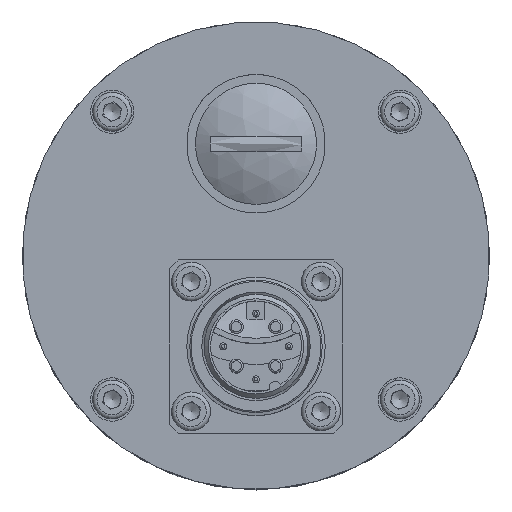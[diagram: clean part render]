
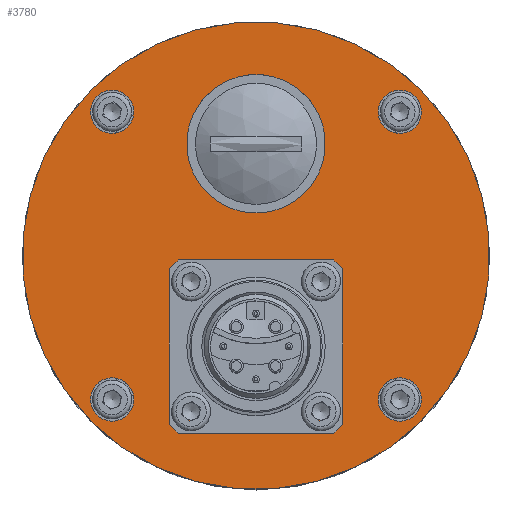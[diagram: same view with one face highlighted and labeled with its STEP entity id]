
A CAD part, top view. The second image highlights one B-rep face of the part: STEP entity #3780.
In plain terms, the highlighted planar face has unit normal (0, 0, 1).
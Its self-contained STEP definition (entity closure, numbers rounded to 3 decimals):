
#22 = EDGE_CURVE ( 'NONE', #3642, #3642, #2030, .T. ) ;
#46 = CIRCLE ( 'NONE', #4310, 2.5 ) ;
#54 = DIRECTION ( 'NONE',  ( 0.707, -0.707, 0. ) ) ;
#74 = DIRECTION ( 'NONE',  ( 0., 0., 1. ) ) ;
#113 = AXIS2_PLACEMENT_3D ( 'NONE', #4385, #2899, #4751 ) ;
#126 = CARTESIAN_POINT ( 'NONE',  ( 7.5, -3., 32.6 ) ) ;
#271 = CARTESIAN_POINT ( 'NONE',  ( -6.775, -18.725, 32.6 ) ) ;
#274 = VERTEX_POINT ( 'NONE', #3570 ) ;
#276 = DIRECTION ( 'NONE',  ( 0., 0., 1. ) ) ;
#307 = DIRECTION ( 'NONE',  ( 0., 0., 1. ) ) ;
#310 = DIRECTION ( 'NONE',  ( 0., 0., 1. ) ) ;
#316 = CARTESIAN_POINT ( 'NONE',  ( -7.5, -18., 32.6 ) ) ;
#347 = ORIENTED_EDGE ( 'NONE', *, *, #2854, .F. ) ;
#383 = DIRECTION ( 'NONE',  ( 0.707, -0.707, 0. ) ) ;
#450 = AXIS2_PLACEMENT_3D ( 'NONE', #2581, #307, #2953 ) ;
#501 = ORIENTED_EDGE ( 'NONE', *, *, #1657, .F. ) ;
#509 = DIRECTION ( 'NONE',  ( 0.707, -0.707, 0. ) ) ;
#610 = ORIENTED_EDGE ( 'NONE', *, *, #4493, .T. ) ;
#622 = AXIS2_PLACEMENT_3D ( 'NONE', #4869, #2663, #383 ) ;
#677 = EDGE_CURVE ( 'NONE', #3276, #3276, #4324, .T. ) ;
#707 = DIRECTION ( 'NONE',  ( 0.707, -0.707, 0. ) ) ;
#775 = FACE_BOUND ( 'NONE', #1253, .T. ) ;
#802 = CIRCLE ( 'NONE', #2974, 1.025 ) ;
#834 = ORIENTED_EDGE ( 'NONE', *, *, #22, .F. ) ;
#845 = CARTESIAN_POINT ( 'NONE',  ( 7.5, -18., 32.6 ) ) ;
#894 = CARTESIAN_POINT ( 'NONE',  ( 18.385, 14.849, 32.6 ) ) ;
#897 = FACE_BOUND ( 'NONE', #1739, .T. ) ;
#943 = AXIS2_PLACEMENT_3D ( 'NONE', #316, #2959, #707 ) ;
#982 = EDGE_LOOP ( 'NONE', ( #1088 ) ) ;
#1019 = EDGE_CURVE ( 'NONE', #274, #274, #802, .T. ) ;
#1037 = VERTEX_POINT ( 'NONE', #1419 ) ;
#1088 = ORIENTED_EDGE ( 'NONE', *, *, #1019, .F. ) ;
#1171 = ORIENTED_EDGE ( 'NONE', *, *, #4243, .F. ) ;
#1191 = ORIENTED_EDGE ( 'NONE', *, *, #2323, .F. ) ;
#1231 = DIRECTION ( 'NONE',  ( 0.707, -0.707, 0. ) ) ;
#1253 = EDGE_LOOP ( 'NONE', ( #347 ) ) ;
#1290 = CARTESIAN_POINT ( 'NONE',  ( -6.775, -3.725, 32.6 ) ) ;
#1351 = CIRCLE ( 'NONE', #1532, 1.025 ) ;
#1372 = EDGE_CURVE ( 'NONE', #4034, #4034, #1351, .T. ) ;
#1419 = CARTESIAN_POINT ( 'NONE',  ( 19.092, -19.092, 32.6 ) ) ;
#1432 = CIRCLE ( 'NONE', #4868, 2.5 ) ;
#1455 = CIRCLE ( 'NONE', #2694, 2.5 ) ;
#1500 = CARTESIAN_POINT ( 'NONE',  ( -7.5, -3., 32.6 ) ) ;
#1532 = AXIS2_PLACEMENT_3D ( 'NONE', #126, #2786, #509 ) ;
#1599 = CIRCLE ( 'NONE', #943, 1.025 ) ;
#1657 = EDGE_CURVE ( 'NONE', #2841, #2841, #46, .T. ) ;
#1723 = EDGE_CURVE ( 'NONE', #1811, #1811, #2721, .T. ) ;
#1739 = EDGE_LOOP ( 'NONE', ( #1171 ) ) ;
#1742 = CARTESIAN_POINT ( 'NONE',  ( -14.849, 14.849, 32.6 ) ) ;
#1759 = EDGE_LOOP ( 'NONE', ( #501 ) ) ;
#1770 = FACE_BOUND ( 'NONE', #1789, .T. ) ;
#1789 = EDGE_LOOP ( 'NONE', ( #3704 ) ) ;
#1811 = VERTEX_POINT ( 'NONE', #2081 ) ;
#1872 = DIRECTION ( 'NONE',  ( 0.707, -0.707, 0. ) ) ;
#1895 = FACE_BOUND ( 'NONE', #982, .T. ) ;
#1954 = CARTESIAN_POINT ( 'NONE',  ( 0., 0., 32.6 ) ) ;
#2030 = CIRCLE ( 'NONE', #622, 2.5 ) ;
#2081 = CARTESIAN_POINT ( 'NONE',  ( 5.374, -15.874, 32.6 ) ) ;
#2125 = EDGE_LOOP ( 'NONE', ( #2819 ) ) ;
#2134 = EDGE_CURVE ( 'NONE', #4452, #4452, #1432, .T. ) ;
#2159 = VERTEX_POINT ( 'NONE', #271 ) ;
#2315 = EDGE_LOOP ( 'NONE', ( #1191 ) ) ;
#2323 = EDGE_CURVE ( 'NONE', #4330, #4330, #4481, .T. ) ;
#2327 = DIRECTION ( 'NONE',  ( 0., 0., 1. ) ) ;
#2342 = DIRECTION ( 'NONE',  ( 0.707, -0.707, 0. ) ) ;
#2348 = CARTESIAN_POINT ( 'NONE',  ( -16.617, 16.617, 32.6 ) ) ;
#2468 = AXIS2_PLACEMENT_3D ( 'NONE', #4546, #2327, #54 ) ;
#2530 = CIRCLE ( 'NONE', #4466, 27. ) ;
#2541 = CARTESIAN_POINT ( 'NONE',  ( -16.617, -16.617, 32.6 ) ) ;
#2581 = CARTESIAN_POINT ( 'NONE',  ( 0., -10.5, 32.6 ) ) ;
#2586 = CARTESIAN_POINT ( 'NONE',  ( 16.617, -16.617, 32.6 ) ) ;
#2663 = DIRECTION ( 'NONE',  ( 0., 0., 1. ) ) ;
#2678 = FACE_OUTER_BOUND ( 'NONE', #3280, .T. ) ;
#2694 = AXIS2_PLACEMENT_3D ( 'NONE', #2348, #74, #2734 ) ;
#2721 = CIRCLE ( 'NONE', #450, 7.6 ) ;
#2734 = DIRECTION ( 'NONE',  ( 0.707, -0.707, 0. ) ) ;
#2786 = DIRECTION ( 'NONE',  ( 0., 0., 1. ) ) ;
#2797 = FACE_BOUND ( 'NONE', #4221, .T. ) ;
#2819 = ORIENTED_EDGE ( 'NONE', *, *, #1372, .F. ) ;
#2841 = VERTEX_POINT ( 'NONE', #4316 ) ;
#2854 = EDGE_CURVE ( 'NONE', #3867, #3867, #1455, .T. ) ;
#2871 = CARTESIAN_POINT ( 'NONE',  ( 5.657, 7.263, 32.6 ) ) ;
#2899 = DIRECTION ( 'NONE',  ( 0., 0., -1. ) ) ;
#2906 = FACE_BOUND ( 'NONE', #3550, .T. ) ;
#2926 = DIRECTION ( 'NONE',  ( 0.707, -0.707, 0. ) ) ;
#2953 = DIRECTION ( 'NONE',  ( 0.707, -0.707, 0. ) ) ;
#2954 = DIRECTION ( 'NONE',  ( 0.707, -0.707, 0. ) ) ;
#2959 = DIRECTION ( 'NONE',  ( 0., 0., 1. ) ) ;
#2974 = AXIS2_PLACEMENT_3D ( 'NONE', #845, #3495, #1231 ) ;
#3276 = VERTEX_POINT ( 'NONE', #1290 ) ;
#3280 = EDGE_LOOP ( 'NONE', ( #610 ) ) ;
#3495 = DIRECTION ( 'NONE',  ( 0., 0., 1. ) ) ;
#3550 = EDGE_LOOP ( 'NONE', ( #4159 ) ) ;
#3570 = CARTESIAN_POINT ( 'NONE',  ( 8.225, -18.725, 32.6 ) ) ;
#3642 = VERTEX_POINT ( 'NONE', #894 ) ;
#3646 = EDGE_LOOP ( 'NONE', ( #3787 ) ) ;
#3665 = FACE_BOUND ( 'NONE', #2315, .T. ) ;
#3704 = ORIENTED_EDGE ( 'NONE', *, *, #2134, .F. ) ;
#3780 = ADVANCED_FACE ( 'NONE', ( #2906, #3786, #1895, #3995, #897, #2797, #1770, #775, #4639, #3665, #2678 ), #4002, .F. ) ;
#3786 = FACE_BOUND ( 'NONE', #2125, .T. ) ;
#3787 = ORIENTED_EDGE ( 'NONE', *, *, #677, .F. ) ;
#3867 = VERTEX_POINT ( 'NONE', #1742 ) ;
#3920 = AXIS2_PLACEMENT_3D ( 'NONE', #1500, #4113, #1872 ) ;
#3995 = FACE_BOUND ( 'NONE', #3646, .T. ) ;
#4002 = PLANE ( 'NONE',  #113 ) ;
#4034 = VERTEX_POINT ( 'NONE', #4672 ) ;
#4113 = DIRECTION ( 'NONE',  ( 0., 0., 1. ) ) ;
#4159 = ORIENTED_EDGE ( 'NONE', *, *, #1723, .F. ) ;
#4221 = EDGE_LOOP ( 'NONE', ( #834 ) ) ;
#4243 = EDGE_CURVE ( 'NONE', #2159, #2159, #1599, .T. ) ;
#4310 = AXIS2_PLACEMENT_3D ( 'NONE', #2541, #276, #2926 ) ;
#4316 = CARTESIAN_POINT ( 'NONE',  ( -14.849, -18.385, 32.6 ) ) ;
#4324 = CIRCLE ( 'NONE', #3920, 1.025 ) ;
#4330 = VERTEX_POINT ( 'NONE', #2871 ) ;
#4333 = CARTESIAN_POINT ( 'NONE',  ( 18.385, -18.385, 32.6 ) ) ;
#4385 = CARTESIAN_POINT ( 'NONE',  ( 19.092, 19.092, 32.6 ) ) ;
#4452 = VERTEX_POINT ( 'NONE', #4333 ) ;
#4466 = AXIS2_PLACEMENT_3D ( 'NONE', #1954, #4569, #2342 ) ;
#4481 = CIRCLE ( 'NONE', #2468, 8. ) ;
#4493 = EDGE_CURVE ( 'NONE', #1037, #1037, #2530, .T. ) ;
#4546 = CARTESIAN_POINT ( 'NONE',  ( 0., 12.92, 32.6 ) ) ;
#4569 = DIRECTION ( 'NONE',  ( 0., 0., 1. ) ) ;
#4639 = FACE_BOUND ( 'NONE', #1759, .T. ) ;
#4672 = CARTESIAN_POINT ( 'NONE',  ( 8.225, -3.725, 32.6 ) ) ;
#4751 = DIRECTION ( 'NONE',  ( -0.707, 0.707, 0. ) ) ;
#4868 = AXIS2_PLACEMENT_3D ( 'NONE', #2586, #310, #2954 ) ;
#4869 = CARTESIAN_POINT ( 'NONE',  ( 16.617, 16.617, 32.6 ) ) ;
